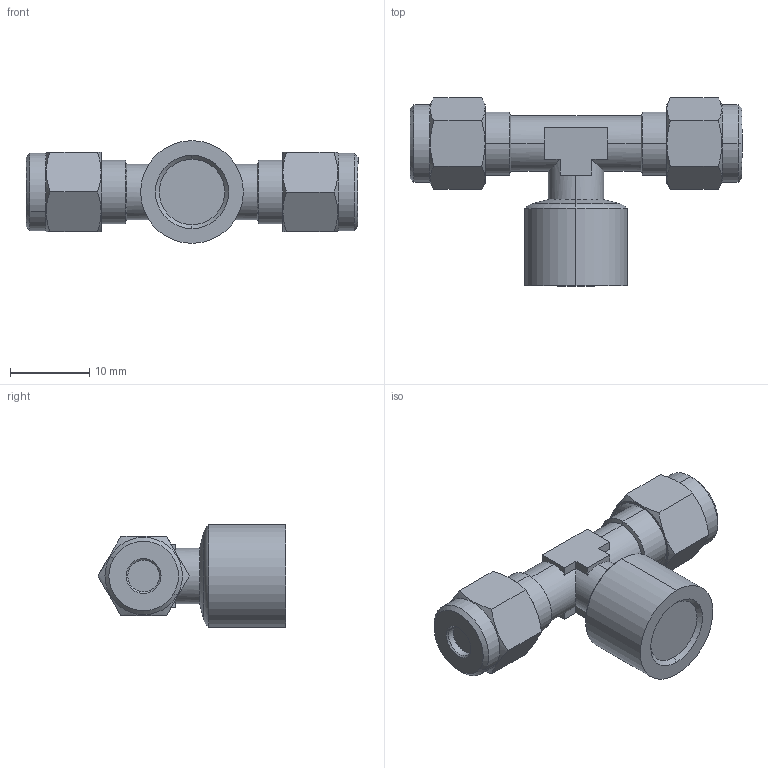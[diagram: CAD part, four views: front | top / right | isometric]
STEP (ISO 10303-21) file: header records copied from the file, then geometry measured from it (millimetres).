
FILE_DESCRIPTION (( 'STEP AP214' ), '1' );
FILE_NAME ('1024000001.step', '2013-02-25T17:12:43', ( '' ), ( '' ), 'SwSTEP 2.0', 'SolidWorks 2012', '' );
FILE_SCHEMA (( 'AUTOMOTIVE_DESIGN' ));
Length unit declared in the file: millimetre
Products named in the file (1): 1024000001
Bounding box: 42 x 23.77 x 13 mm (x, y, z)
Volume: 4083.4 mm3; surface area: 2215.5 mm2
Topology: 1 solids, 1 shells, 96 faces, 226 edges, 135 vertices
Faces by surface type: cone 38, plane 37, cylinder 19, torus 2
Entity records: 2892 total; most frequent: CARTESIAN_POINT 694, DIRECTION 458, ORIENTED_EDGE 448, EDGE_CURVE 224, AXIS2_PLACEMENT_3D 179, VERTEX_POINT 135, EDGE_LOOP 101, VECTOR 100
